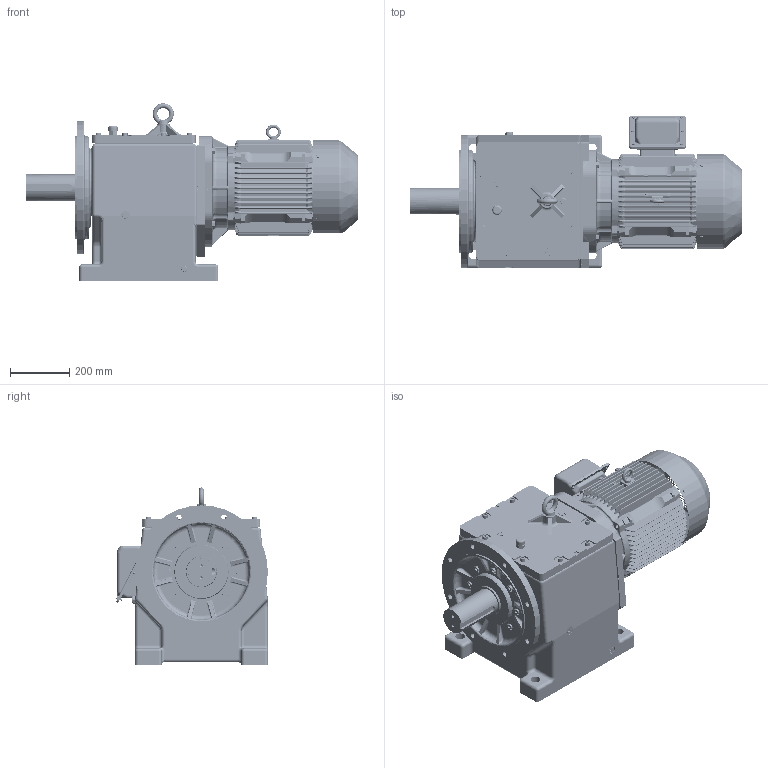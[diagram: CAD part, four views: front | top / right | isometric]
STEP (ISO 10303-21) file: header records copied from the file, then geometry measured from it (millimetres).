
FILE_DESCRIPTION(/* description */ ('Unknown'),/* implementation_level */ '2;1');
FILE_NAME(/* name */ 'EK2DO07267H001_HFM32_160L_CUSTOMER',/* time_stamp */ '2020-01-17T11:07:54+09:00',/* author */ ('Unknown'),/* organization */ ('Unknown'),/* preprocessor_version */ 'ST-DEVELOPER v16.7',/* originating_system */ 'DEX',/* authorisation */ $);
FILE_SCHEMA (('AUTOMOTIVE_DESIGN {1 0 10303 214 3 1 1}'));
Products named in the file (1): だお1
Bounding box: 1125.19 x 514.14 x 601 mm (x, y, z)
Volume: 115380067.4 mm3; surface area: 3210309.3 mm2
Topology: 23 solids, 78 shells, 6836 faces, 17795 edges, 11171 vertices
Faces by surface type: cylinder 2590, plane 2352, bspline 1217, torus 344, cone 288, sphere 45
Full cylindrical faces by diameter (mm): 2.6 x4, 3 x1, 5.999 x4, 6 x12, 7 x6, 8 x6, 8.376 x12, 8.999 x1, 9.4 x1, 10.106 x7, 11 x4, 11.999 x21, 12 x13, 13.033 x1, 13.835 x48, 16 x1, 16.4 x1, 17.998 x21, 18 x35, 19.5 x6, 20 x2, 20.376 x43, 20.752 x8, 25 x1, 26 x14, 27 x1, 28 x1, 31.4 x1, 32 x10, 33 x4
Entity records: 282768 total; most frequent: CARTESIAN_POINT 93256, ORIENTED_EDGE 33962, DIRECTION 32334, EDGE_CURVE 16981, AXIS2_PLACEMENT_3D 12150, VERTEX_POINT 10918, FACE_BOUND 8103, EDGE_LOOP 8058
